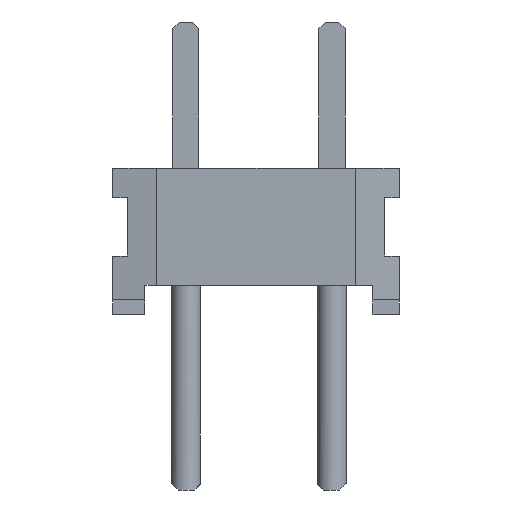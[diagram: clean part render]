
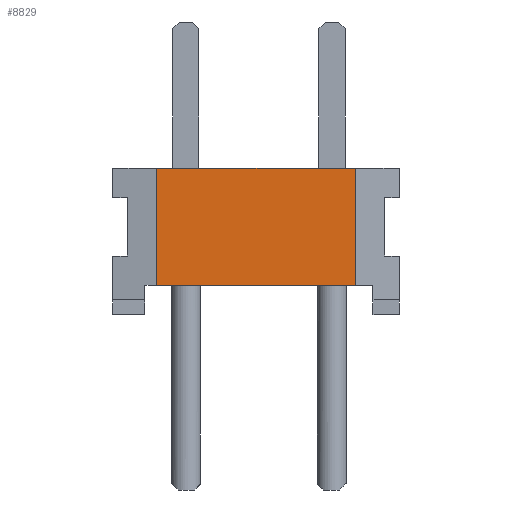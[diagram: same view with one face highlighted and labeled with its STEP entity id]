
A CAD part, left-side view. The second image highlights one B-rep face of the part: STEP entity #8829.
In plain terms, the highlighted planar face has unit normal (-1, 0, 0).
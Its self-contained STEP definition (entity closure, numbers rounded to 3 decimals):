
#8829 = ADVANCED_FACE('',(#8830),#8864,.F.);
#8830 = FACE_BOUND('',#8831,.T.);
#8831 = EDGE_LOOP('',(#8832,#8842,#8850,#8858));
#8832 = ORIENTED_EDGE('',*,*,#8833,.F.);
#8833 = EDGE_CURVE('',#8834,#8836,#8838,.T.);
#8834 = VERTEX_POINT('',#8835);
#8835 = CARTESIAN_POINT('',(-10.16,1.778,2.54));
#8836 = VERTEX_POINT('',#8837);
#8837 = CARTESIAN_POINT('',(-10.16,-1.676,2.54));
#8838 = LINE('',#8839,#8840);
#8839 = CARTESIAN_POINT('',(-10.16,2.54,2.54));
#8840 = VECTOR('',#8841,1.);
#8841 = DIRECTION('',(0.,-1.,0.));
#8842 = ORIENTED_EDGE('',*,*,#8843,.T.);
#8843 = EDGE_CURVE('',#8834,#8844,#8846,.T.);
#8844 = VERTEX_POINT('',#8845);
#8845 = CARTESIAN_POINT('',(-10.16,1.778,0.508));
#8846 = LINE('',#8847,#8848);
#8847 = CARTESIAN_POINT('',(-10.16,1.778,2.54));
#8848 = VECTOR('',#8849,1.);
#8849 = DIRECTION('',(0.,0.,-1.));
#8850 = ORIENTED_EDGE('',*,*,#8851,.T.);
#8851 = EDGE_CURVE('',#8844,#8852,#8854,.T.);
#8852 = VERTEX_POINT('',#8853);
#8853 = CARTESIAN_POINT('',(-10.16,-1.676,0.508));
#8854 = LINE('',#8855,#8856);
#8855 = CARTESIAN_POINT('',(-10.16,1.981,0.508));
#8856 = VECTOR('',#8857,1.);
#8857 = DIRECTION('',(0.,-1.,0.));
#8858 = ORIENTED_EDGE('',*,*,#8859,.T.);
#8859 = EDGE_CURVE('',#8852,#8836,#8860,.T.);
#8860 = LINE('',#8861,#8862);
#8861 = CARTESIAN_POINT('',(-10.16,-1.676,2.54));
#8862 = VECTOR('',#8863,1.);
#8863 = DIRECTION('',(0.,0.,1.));
#8864 = PLANE('',#8865);
#8865 = AXIS2_PLACEMENT_3D('',#8866,#8867,#8868);
#8866 = CARTESIAN_POINT('',(-10.16,2.54,2.54));
#8867 = DIRECTION('',(1.,0.,0.));
#8868 = DIRECTION('',(0.,1.,0.));
